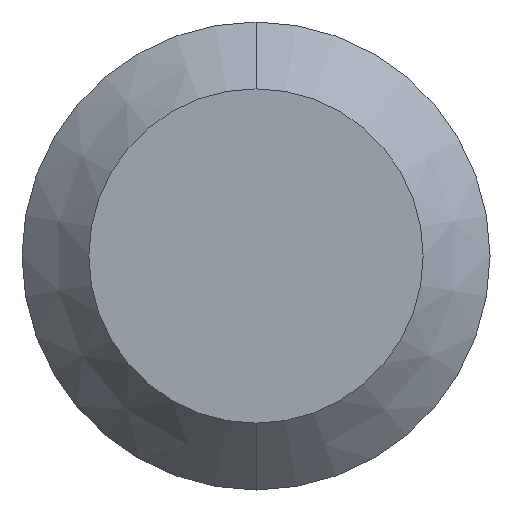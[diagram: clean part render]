
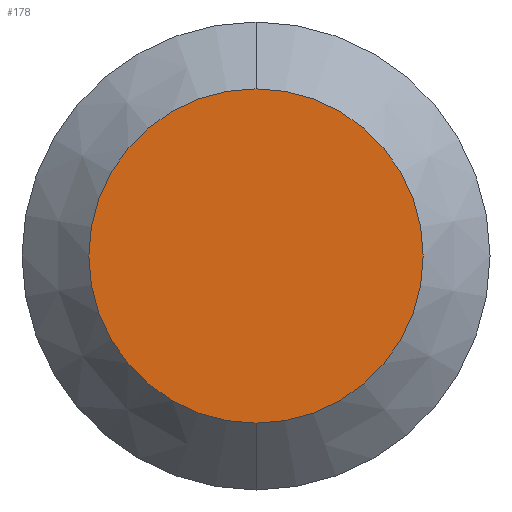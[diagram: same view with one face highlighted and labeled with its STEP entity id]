
A CAD part, front view. The second image highlights one B-rep face of the part: STEP entity #178.
In plain terms, the highlighted planar face has unit normal (0, -1, 0).
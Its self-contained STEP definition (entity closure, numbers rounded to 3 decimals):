
#4 = EDGE_CURVE ( 'NONE', #54, #130, #87, .T. ) ;
#10 = ORIENTED_EDGE ( 'NONE', *, *, #4, .T. ) ;
#22 = CARTESIAN_POINT ( 'NONE',  ( 0., -0.5, -1.25 ) ) ;
#31 = DIRECTION ( 'NONE',  ( 0., 0., 1. ) ) ;
#33 = AXIS2_PLACEMENT_3D ( 'NONE', #193, #84, #31 ) ;
#42 = ORIENTED_EDGE ( 'NONE', *, *, #208, .T. ) ;
#48 = PLANE ( 'NONE',  #33 ) ;
#49 = CARTESIAN_POINT ( 'NONE',  ( 0., -0.5, 1.25 ) ) ;
#54 = VERTEX_POINT ( 'NONE', #22 ) ;
#67 = CARTESIAN_POINT ( 'NONE',  ( 0., -0.5, 0. ) ) ;
#84 = DIRECTION ( 'NONE',  ( 0., 1., 0. ) ) ;
#87 = CIRCLE ( 'NONE', #142, 1.25 ) ;
#97 = DIRECTION ( 'NONE',  ( 0., 0., 1. ) ) ;
#111 = AXIS2_PLACEMENT_3D ( 'NONE', #67, #139, #121 ) ;
#114 = DIRECTION ( 'NONE',  ( 0., -1., 0. ) ) ;
#121 = DIRECTION ( 'NONE',  ( 0., 0., 1. ) ) ;
#130 = VERTEX_POINT ( 'NONE', #49 ) ;
#139 = DIRECTION ( 'NONE',  ( 0., -1., 0. ) ) ;
#142 = AXIS2_PLACEMENT_3D ( 'NONE', #203, #114, #97 ) ;
#178 = ADVANCED_FACE ( 'NONE', ( #214 ), #48, .F. ) ;
#180 = EDGE_LOOP ( 'NONE', ( #42, #10 ) ) ;
#193 = CARTESIAN_POINT ( 'NONE',  ( 0., -0.5, 0. ) ) ;
#203 = CARTESIAN_POINT ( 'NONE',  ( 0., -0.5, 0. ) ) ;
#208 = EDGE_CURVE ( 'NONE', #130, #54, #231, .T. ) ;
#214 = FACE_OUTER_BOUND ( 'NONE', #180, .T. ) ;
#231 = CIRCLE ( 'NONE', #111, 1.25 ) ;
